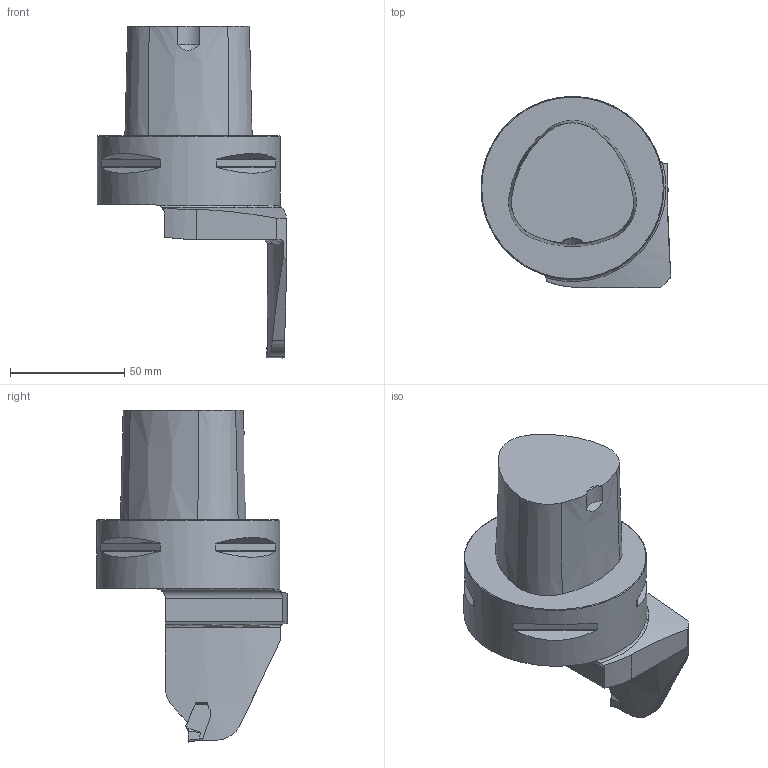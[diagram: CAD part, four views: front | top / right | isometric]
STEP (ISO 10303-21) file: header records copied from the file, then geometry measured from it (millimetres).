
FILE_DESCRIPTION(/* description */ (''),/* implementation_level */ '2;1');
FILE_NAME(/* name */ 'toolassembly_1.stp',/* time_stamp */ '2020-06-17T11:51:36+02:00',/* author */ (''),/* organization */ ('SMS'),/* preprocessor_version */ 'ST-DEVELOPER v16.7',/* originating_system */ 'SIEMENS PLM Software NX 12.0',/* authorisation */ '');
FILE_SCHEMA (('AUTOMOTIVE_DESIGN { 1 0 10303 214 3 1 1 1 }'));
Length unit declared in the file: millimetre
Products named in the file (4): ASSEMBLY_CONSTRUCTION; CUT_20200617114855; NOCUT_20200617114807; TOOLASSEMBLY_1
Assembly tree (3 placements, depth 2):
  TOOLASSEMBLY_1
    NOCUT_20200617114807
    CUT_20200617114855
    ASSEMBLY_CONSTRUCTION
Bounding box: 83.04 x 83.44 x 145.1 mm (x, y, z)
Volume: 310135.8 mm3; surface area: 34691.2 mm2
Topology: 2 solids, 2 shells, 81 faces, 213 edges, 149 vertices
Faces by surface type: plane 34, cylinder 26, cone 10, bspline 9, torus 2
Full cylindrical faces by diameter (mm): 80 x1
Entity records: 12092 total; most frequent: CARTESIAN_POINT 10064, ORIENTED_EDGE 418, DIRECTION 341, EDGE_CURVE 209, VERTEX_POINT 139, AXIS2_PLACEMENT_3D 134, EDGE_LOOP 88, B_SPLINE_CURVE_WITH_KNOTS 85
